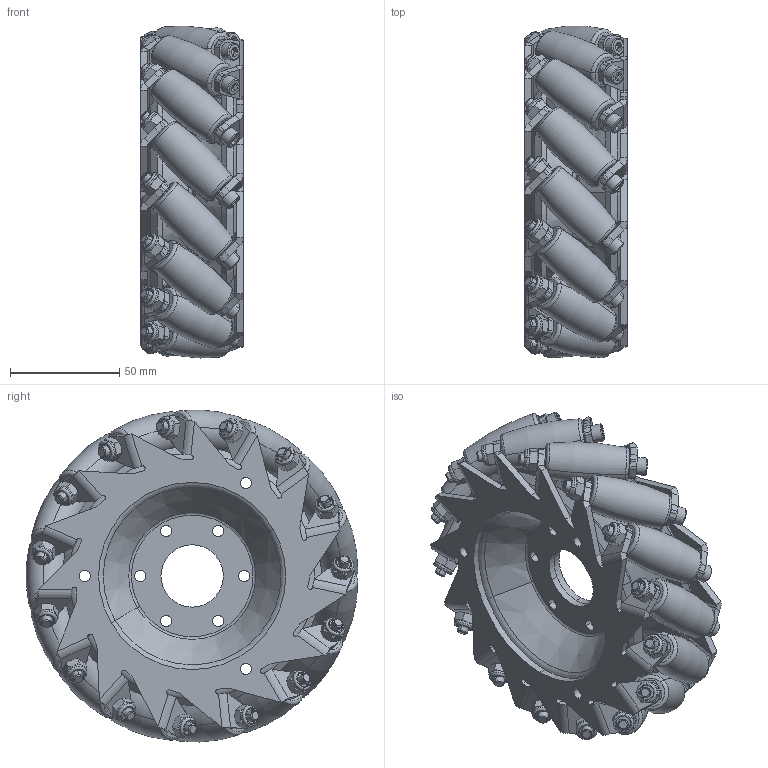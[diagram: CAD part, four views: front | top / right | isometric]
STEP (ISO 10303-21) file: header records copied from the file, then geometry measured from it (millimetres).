
FILE_DESCRIPTION (( 'STEP AP203' ), '1' );
FILE_NAME ('Left 6 inch HD Mecanum Wheel.STEP', '2010-09-15T21:51:40', ( '' ), ( '' ), 'SwSTEP 2.0', 'SolidWorks 2010', '' );
FILE_SCHEMA (( 'CONFIG_CONTROL_DESIGN' ));
Length unit declared in the file: inch
Products named in the file (11): Left 6 inch HD Mecanum Wheel; Mid Hub SubAssembly; Hub Shallow; Left plate HD; Roller assy; roller HD; roller tube; MBC Bushing MU04TH04; roller axle; SHCS 10-32x2.125_HX-SHCS 0.19-32x2.25x0.875-C; #10 LockNut
Assembly tree (55 placements, depth 3):
  Left 6 inch HD Mecanum Wheel
    SHCS 10-32x2.125_HX-SHCS 0.19-32x2.25x0.875-C  x15
    #10 LockNut  x15
    Roller assy  x15
      MBC Bushing MU04TH04
      roller axle
      roller HD
      roller tube
    Mid Hub SubAssembly
      Hub Shallow  x2
    Left plate HD  x2
Bounding box: 47.07 x 151.86 x 152.1 mm (x, y, z)
Volume: 276558.7 mm3; surface area: 234238.3 mm2
Topology: 109 solids, 109 shells, 2180 faces, 4882 edges, 2939 vertices
Faces by surface type: plane 852, cylinder 744, torus 294, bspline 180, cone 110
Entity records: 16064 total; most frequent: CARTESIAN_POINT 2593, DIRECTION 2517, ORIENTED_EDGE 2186, EDGE_CURVE 1093, AXIS2_PLACEMENT_3D 955, VERTEX_POINT 671, VECTOR 607, LINE 607
